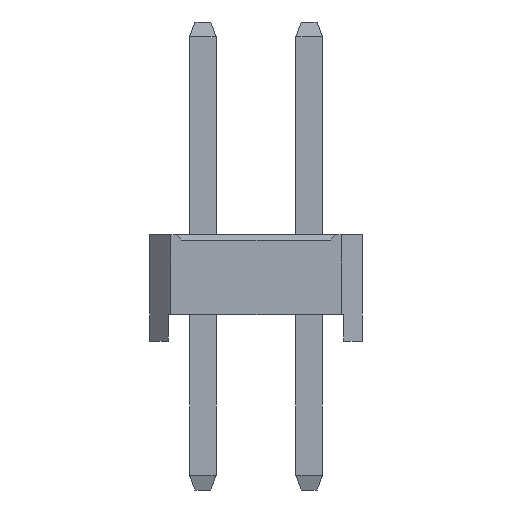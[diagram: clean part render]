
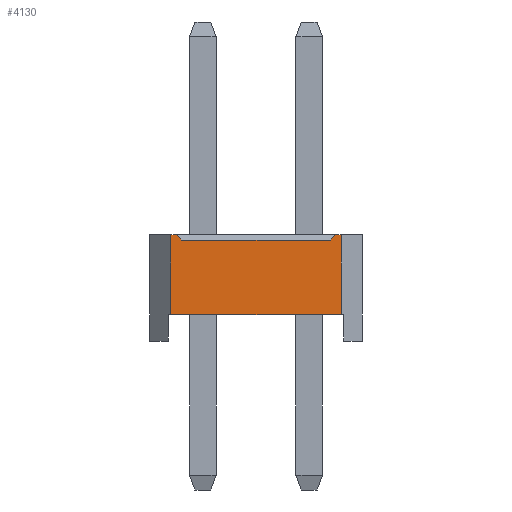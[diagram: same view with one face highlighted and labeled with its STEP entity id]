
A CAD part, left-side view. The second image highlights one B-rep face of the part: STEP entity #4130.
In plain terms, the highlighted planar face has unit normal (-1, 0, 0).
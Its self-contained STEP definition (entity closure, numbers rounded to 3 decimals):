
#4130=ADVANCED_FACE('',(#16616),#16618,.T.);
#16616=FACE_BOUND('',#16617,.T.);
#16617=EDGE_LOOP('',(#26381,#26382,#26383,#26384,#26385,#26386,#26387,#26388));
#16618=PLANE('',#16619);
#16619=AXIS2_PLACEMENT_3D('',#16620,#16621,#16622);
#16620=CARTESIAN_POINT('',(-1.,2.6,0.));
#16621=DIRECTION('',(-1.,0.,0.));
#16622=DIRECTION('',(0.,-1.,0.));
#26381=ORIENTED_EDGE('',*,*,#32410,.F.);
#26382=ORIENTED_EDGE('',*,*,#32411,.T.);
#26383=ORIENTED_EDGE('',*,*,#32412,.F.);
#26384=ORIENTED_EDGE('',*,*,#31066,.F.);
#26385=ORIENTED_EDGE('',*,*,#32413,.F.);
#26386=ORIENTED_EDGE('',*,*,#30572,.T.);
#26387=ORIENTED_EDGE('',*,*,#32409,.T.);
#26388=ORIENTED_EDGE('',*,*,#31070,.F.);
#30572=EDGE_CURVE('',#34042,#34040,#34043,.T.);
#31066=EDGE_CURVE('',#35028,#35030,#35031,.T.);
#31070=EDGE_CURVE('',#35036,#35038,#35039,.T.);
#32409=EDGE_CURVE('',#34040,#35038,#37263,.T.);
#32410=EDGE_CURVE('',#37264,#35036,#37265,.F.);
#32411=EDGE_CURVE('',#37264,#37266,#37267,.T.);
#32412=EDGE_CURVE('',#35030,#37266,#37268,.F.);
#32413=EDGE_CURVE('',#34042,#35028,#37269,.T.);
#34040=VERTEX_POINT('',#39666);
#34042=VERTEX_POINT('',#39670);
#34043=LINE('',#39671,#39672);
#35028=VERTEX_POINT('',#41642);
#35030=VERTEX_POINT('',#41646);
#35031=LINE('',#41647,#41648);
#35036=VERTEX_POINT('',#41658);
#35038=VERTEX_POINT('',#41662);
#35039=LINE('',#41663,#41664);
#37263=LINE('',#46565,#46566);
#37264=VERTEX_POINT('',#46568);
#37265=LINE('',#46569,#46570);
#37266=VERTEX_POINT('',#46572);
#37267=LINE('',#46573,#46574);
#37268=LINE('',#46576,#46577);
#37269=LINE('',#46579,#46580);
#39666=CARTESIAN_POINT('',(-1.,-0.6,0.5));
#39670=CARTESIAN_POINT('',(-1.,2.6,0.5));
#39671=CARTESIAN_POINT('',(-1.,2.6,0.5));
#39672=VECTOR('',#39673,1.);
#39673=DIRECTION('',(0.,-1.,0.));
#41642=CARTESIAN_POINT('',(-1.,2.6,2.));
#41646=CARTESIAN_POINT('',(-1.,2.5,2.));
#41647=CARTESIAN_POINT('',(-1.,2.6,2.));
#41648=VECTOR('',#41649,1.);
#41649=DIRECTION('',(0.,-1.,0.));
#41658=CARTESIAN_POINT('',(-1.,-0.5,2.));
#41662=CARTESIAN_POINT('',(-1.,-0.6,2.));
#41663=CARTESIAN_POINT('',(-1.,-0.5,2.));
#41664=VECTOR('',#41665,1.);
#41665=DIRECTION('',(0.,-1.,0.));
#46565=CARTESIAN_POINT('',(-1.,-0.6,0.5));
#46566=VECTOR('',#46567,1.);
#46567=DIRECTION('',(0.,0.,1.));
#46568=CARTESIAN_POINT('',(-1.,-0.4,1.9));
#46569=CARTESIAN_POINT('',(-1.,-0.5,2.));
#46570=VECTOR('',#46571,1.);
#46571=DIRECTION('',(0.,0.707,-0.707));
#46572=CARTESIAN_POINT('',(-1.,2.4,1.9));
#46573=CARTESIAN_POINT('',(-1.,-0.4,1.9));
#46574=VECTOR('',#46575,1.);
#46575=DIRECTION('',(0.,1.,0.));
#46576=CARTESIAN_POINT('',(-1.,2.4,1.9));
#46577=VECTOR('',#46578,1.);
#46578=DIRECTION('',(0.,0.707,0.707));
#46579=CARTESIAN_POINT('',(-1.,2.6,0.5));
#46580=VECTOR('',#46581,1.);
#46581=DIRECTION('',(0.,0.,1.));
